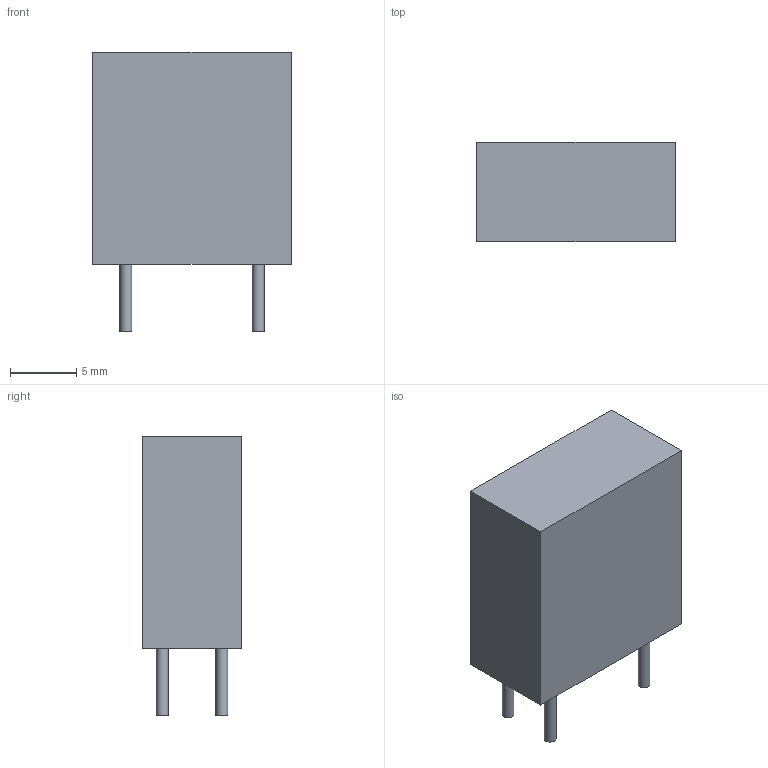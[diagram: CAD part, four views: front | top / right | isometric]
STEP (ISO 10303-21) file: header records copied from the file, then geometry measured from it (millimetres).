
FILE_DESCRIPTION(('FreeCAD Model'),'2;1');
FILE_NAME('658432.1.2.stp','2020-04-08T12:56:59',( 'Author'),(''),'Open CASCADE STEP processor 6.9','FreeCAD','Unknown' );
FILE_SCHEMA(('AUTOMOTIVE_DESIGN { 1 0 10303 214 1 1 1 1 }'));
Length unit declared in the file: millimetre
Products named in the file (3): ASSEMBLY; Body; Leads
Assembly tree (5 placements, depth 2):
  ASSEMBLY
    Body
    Leads  x4
Bounding box: 15 x 7.5 x 21.1 mm (x, y, z)
Volume: 1851.9 mm3; surface area: 1196.1 mm2
Topology: 17 solids, 17 shells, 54 faces, 60 edges, 40 vertices
Faces by surface type: plane 38, cylinder 16
Full cylindrical faces by diameter (mm): 0.9 x16
Entity records: 799 total; most frequent: DIRECTION 128, CARTESIAN_POINT 112, LINE 56, VECTOR 56, ORIENTED_EDGE 48, PCURVE 48, DEFINITIONAL_REPRESENTATION 48, AXIS2_PLACEMENT_3D 32
